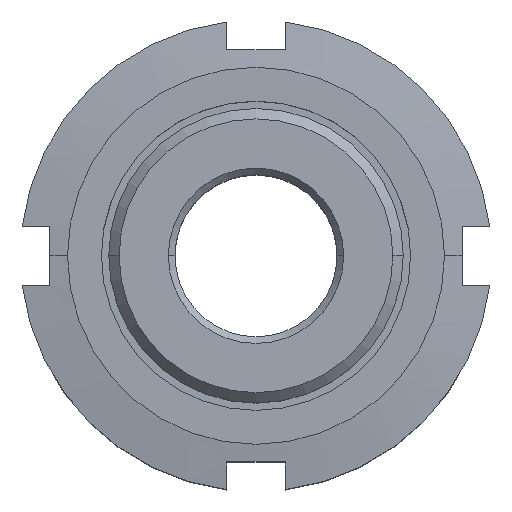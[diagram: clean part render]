
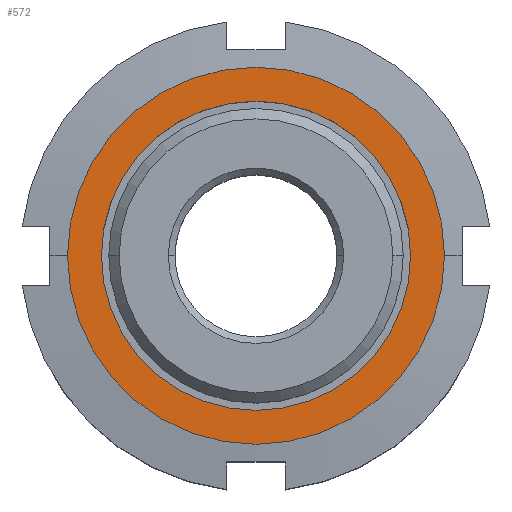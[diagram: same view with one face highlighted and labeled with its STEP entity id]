
A CAD part, top view. The second image highlights one B-rep face of the part: STEP entity #572.
In plain terms, the highlighted planar face has unit normal (0, 0, 1).
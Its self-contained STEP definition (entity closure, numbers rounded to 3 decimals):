
#470=VERTEX_POINT('',#1239);
#572=ADVANCED_FACE('',(#1348,#1349),#1350,.T.);
#750=VERTEX_POINT('',#1552);
#916=EDGE_CURVE('',#1092,#946,#1740,.T.);
#946=VERTEX_POINT('',#1771);
#966=EDGE_CURVE('',#750,#470,#1791,.T.);
#982=EDGE_CURVE('',#470,#750,#1808,.T.);
#996=EDGE_CURVE('',#946,#1092,#1823,.T.);
#1092=VERTEX_POINT('',#1929);
#1239=CARTESIAN_POINT('',(-12.8,0.,18.0));
#1348=FACE_OUTER_BOUND('',#2336,.T.);
#1349=FACE_BOUND('',#2337,.T.);
#1350=PLANE('',#2338);
#1552=CARTESIAN_POINT('',(12.8,0.,18.0));
#1740=CIRCLE('',#3034,10.5);
#1771=CARTESIAN_POINT('',(10.5,0.,18.0));
#1791=CIRCLE('',#3158,12.8);
#1808=CIRCLE('',#3183,12.8);
#1823=CIRCLE('',#3221,10.5);
#1929=CARTESIAN_POINT('',(-10.5,0.,18.0));
#2336=EDGE_LOOP('',(#3747,#3748));
#2337=EDGE_LOOP('',(#3749,#3750));
#2338=AXIS2_PLACEMENT_3D('',#3751,#3752,#3753);
#3034=AXIS2_PLACEMENT_3D('',#4234,#4235,#4236);
#3158=AXIS2_PLACEMENT_3D('',#4266,#4267,#4268);
#3183=AXIS2_PLACEMENT_3D('',#4283,#4284,#4285);
#3221=AXIS2_PLACEMENT_3D('',#4295,#4296,#4297);
#3747=ORIENTED_EDGE('',*,*,#966,.F.);
#3748=ORIENTED_EDGE('',*,*,#982,.F.);
#3749=ORIENTED_EDGE('',*,*,#996,.T.);
#3750=ORIENTED_EDGE('',*,*,#916,.T.);
#3751=CARTESIAN_POINT('',(11.65,0.,18.0));
#3752=DIRECTION('',(0.0,0.,1.0));
#3753=DIRECTION('',(-1.0,0.0,0.0));
#4234=CARTESIAN_POINT('',(0.0,0.,18.0));
#4235=DIRECTION('',(0.0,0.,-1.0));
#4236=DIRECTION('',(1.0,0.0,0.0));
#4266=CARTESIAN_POINT('',(0.0,0.,18.0));
#4267=DIRECTION('',(0.0,0.,-1.0));
#4268=DIRECTION('',(1.0,0.0,0.0));
#4283=CARTESIAN_POINT('',(0.0,0.,18.0));
#4284=DIRECTION('',(0.0,0.,-1.0));
#4285=DIRECTION('',(1.0,0.0,0.0));
#4295=CARTESIAN_POINT('',(0.0,0.,18.0));
#4296=DIRECTION('',(0.0,0.,-1.0));
#4297=DIRECTION('',(1.0,0.0,0.0));
